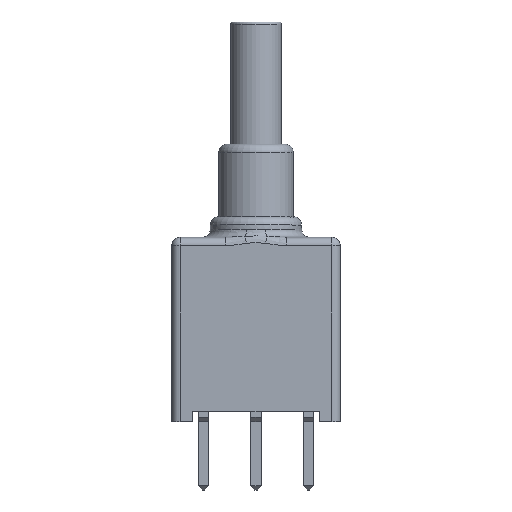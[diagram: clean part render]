
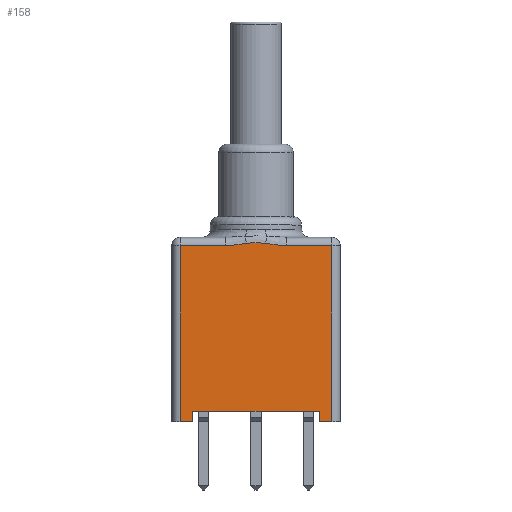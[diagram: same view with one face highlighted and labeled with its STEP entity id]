
A CAD part, top view. The second image highlights one B-rep face of the part: STEP entity #158.
In plain terms, the highlighted planar face has unit normal (0, 0, 1).
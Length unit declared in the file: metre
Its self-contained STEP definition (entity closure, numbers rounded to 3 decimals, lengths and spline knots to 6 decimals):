
#158 = ADVANCED_FACE( '', ( #390 ), #391, .F. );
#390 = FACE_OUTER_BOUND( '', #840, .T. );
#391 = PLANE( '', #841 );
#840 = EDGE_LOOP( '', ( #1489, #1490, #1491, #1492, #1493, #1494, #1495, #1496, #1497, #1498, #1499, #1500 ) );
#841 = AXIS2_PLACEMENT_3D( '', #1501, #1502, #1503 );
#1489 = ORIENTED_EDGE( '', *, *, #2176, .T. );
#1490 = ORIENTED_EDGE( '', *, *, #2260, .T. );
#1491 = ORIENTED_EDGE( '', *, *, #2261, .T. );
#1492 = ORIENTED_EDGE( '', *, *, #2262, .T. );
#1493 = ORIENTED_EDGE( '', *, *, #2263, .F. );
#1494 = ORIENTED_EDGE( '', *, *, #2264, .T. );
#1495 = ORIENTED_EDGE( '', *, *, #2265, .T. );
#1496 = ORIENTED_EDGE( '', *, *, #2266, .T. );
#1497 = ORIENTED_EDGE( '', *, *, #2267, .T. );
#1498 = ORIENTED_EDGE( '', *, *, #2268, .T. );
#1499 = ORIENTED_EDGE( '', *, *, #2207, .T. );
#1500 = ORIENTED_EDGE( '', *, *, #2269, .T. );
#1501 = CARTESIAN_POINT( '', ( 0., 0.0005, 0. ) );
#1502 = DIRECTION( '', ( 0., 0., -1. ) );
#1503 = DIRECTION( '', ( -1., 0., 0. ) );
#2176 = EDGE_CURVE( '', #2501, #2506, #2508, .T. );
#2207 = EDGE_CURVE( '', #2557, #2562, #2564, .T. );
#2260 = EDGE_CURVE( '', #2506, #2650, #2651, .F. );
#2261 = EDGE_CURVE( '', #2650, #2652, #2653, .T. );
#2262 = EDGE_CURVE( '', #2652, #2654, #2655, .T. );
#2263 = EDGE_CURVE( '', #2656, #2654, #2657, .T. );
#2264 = EDGE_CURVE( '', #2656, #2658, #2659, .T. );
#2265 = EDGE_CURVE( '', #2658, #2660, #2661, .T. );
#2266 = EDGE_CURVE( '', #2660, #2662, #2663, .T. );
#2267 = EDGE_CURVE( '', #2662, #2664, #2665, .F. );
#2268 = EDGE_CURVE( '', #2664, #2557, #2666, .F. );
#2269 = EDGE_CURVE( '', #2562, #2501, #2667, .T. );
#2501 = VERTEX_POINT( '', #2972 );
#2506 = VERTEX_POINT( '', #2990 );
#2508 = B_SPLINE_CURVE_WITH_KNOTS( '', 3, ( #2992, #2993, #2994, #2995, #2996, #2997, #2998, #2999, #3000, #3001 ), .UNSPECIFIED., .F., .F., ( 4, 2, 2, 2, 4 ), ( 0., 0.000254, 0.000508, 0.000761, 0.001015 ), .UNSPECIFIED. );
#2557 = VERTEX_POINT( '', #3095 );
#2562 = VERTEX_POINT( '', #3111 );
#2564 = B_SPLINE_CURVE_WITH_KNOTS( '', 3, ( #3113, #3114, #3115, #3116, #3117, #3118, #3119, #3120, #3121, #3122 ), .UNSPECIFIED., .F., .F., ( 4, 2, 2, 2, 4 ), ( 0., 0.000254, 0.000508, 0.000761, 0.001015 ), .UNSPECIFIED. );
#2650 = VERTEX_POINT( '', #3259 );
#2651 = LINE( '', #3260, #3261 );
#2652 = VERTEX_POINT( '', #3262 );
#2653 = LINE( '', #3263, #3264 );
#2654 = VERTEX_POINT( '', #3265 );
#2655 = LINE( '', #3266, #3267 );
#2656 = VERTEX_POINT( '', #3268 );
#2657 = LINE( '', #3269, #3270 );
#2658 = VERTEX_POINT( '', #3271 );
#2659 = LINE( '', #3272, #3273 );
#2660 = VERTEX_POINT( '', #3274 );
#2661 = LINE( '', #3275, #3276 );
#2662 = VERTEX_POINT( '', #3277 );
#2663 = LINE( '', #3278, #3279 );
#2664 = VERTEX_POINT( '', #3280 );
#2665 = LINE( '', #3281, #3282 );
#2666 = LINE( '', #3283, #3284 );
#2667 = B_SPLINE_CURVE_WITH_KNOTS( '', 3, ( #3285, #3286, #3287, #3288, #3289, #3290, #3291, #3292, #3293, #3294, #3295, #3296, #3297, #3298, #3299 ), .UNSPECIFIED., .F., .F., ( 4, 2, 2, 1, 1, 1, 2, 2, 4 ), ( 0., 0.000117, 0.000234, 0.000351, 0.000468, 0.000585, 0.000702, 0.000819, 0.000936 ), .UNSPECIFIED. );
#2972 = CARTESIAN_POINT( '', ( 0.003597, 0.008603, 0. ) );
#2990 = CARTESIAN_POINT( '', ( 0.002588, 0.00849, 0. ) );
#2992 = CARTESIAN_POINT( '', ( 0.003597, 0.008603, 0. ) );
#2993 = CARTESIAN_POINT( '', ( 0.003513, 0.008592, 0. ) );
#2994 = CARTESIAN_POINT( '', ( 0.003429, 0.00858, 0. ) );
#2995 = CARTESIAN_POINT( '', ( 0.003262, 0.008554, 0. ) );
#2996 = CARTESIAN_POINT( '', ( 0.003178, 0.008542, 0. ) );
#2997 = CARTESIAN_POINT( '', ( 0.003011, 0.008519, 0. ) );
#2998 = CARTESIAN_POINT( '', ( 0.002927, 0.008509, 0. ) );
#2999 = CARTESIAN_POINT( '', ( 0.002758, 0.008494, 0. ) );
#3000 = CARTESIAN_POINT( '', ( 0.002673, 0.00849, 0. ) );
#3001 = CARTESIAN_POINT( '', ( 0.002588, 0.00849, 0. ) );
#3095 = CARTESIAN_POINT( '', ( 0.005542, 0.00849, 0. ) );
#3111 = CARTESIAN_POINT( '', ( 0.004533, 0.008603, 0. ) );
#3113 = CARTESIAN_POINT( '', ( 0.005542, 0.00849, 0. ) );
#3114 = CARTESIAN_POINT( '', ( 0.005457, 0.00849, 0. ) );
#3115 = CARTESIAN_POINT( '', ( 0.005372, 0.008494, 0. ) );
#3116 = CARTESIAN_POINT( '', ( 0.005203, 0.008509, 0. ) );
#3117 = CARTESIAN_POINT( '', ( 0.005119, 0.008519, 0. ) );
#3118 = CARTESIAN_POINT( '', ( 0.004952, 0.008542, 0. ) );
#3119 = CARTESIAN_POINT( '', ( 0.004868, 0.008554, 0. ) );
#3120 = CARTESIAN_POINT( '', ( 0.004701, 0.00858, 0. ) );
#3121 = CARTESIAN_POINT( '', ( 0.004617, 0.008592, 0. ) );
#3122 = CARTESIAN_POINT( '', ( 0.004533, 0.008603, 0. ) );
#3259 = CARTESIAN_POINT( '', ( 0.0004, 0.00849, 0. ) );
#3260 = CARTESIAN_POINT( '', ( 0.0004, 0.00849, 0. ) );
#3261 = VECTOR( '', #3862, 1. );
#3262 = CARTESIAN_POINT( '', ( 0.0004, 0., 0. ) );
#3263 = CARTESIAN_POINT( '', ( 0.0004, 0.0005, 0. ) );
#3264 = VECTOR( '', #3863, 1. );
#3265 = CARTESIAN_POINT( '', ( 0.001, 0., 0. ) );
#3266 = CARTESIAN_POINT( '', ( 0., 0., 0. ) );
#3267 = VECTOR( '', #3864, 1. );
#3268 = CARTESIAN_POINT( '', ( 0.001, 0.0005, 0. ) );
#3269 = CARTESIAN_POINT( '', ( 0.001, 0.0005, 0. ) );
#3270 = VECTOR( '', #3865, 1. );
#3271 = CARTESIAN_POINT( '', ( 0.00713, 0.0005, 0. ) );
#3272 = CARTESIAN_POINT( '', ( 0., 0.0005, 0. ) );
#3273 = VECTOR( '', #3866, 1. );
#3274 = CARTESIAN_POINT( '', ( 0.00713, 0., 0. ) );
#3275 = CARTESIAN_POINT( '', ( 0.00713, 0.0005, 0. ) );
#3276 = VECTOR( '', #3867, 1. );
#3277 = CARTESIAN_POINT( '', ( 0.00773, 0., 0. ) );
#3278 = CARTESIAN_POINT( '', ( 0.00713, 0., 0. ) );
#3279 = VECTOR( '', #3868, 1. );
#3280 = CARTESIAN_POINT( '', ( 0.00773, 0.00849, 0. ) );
#3281 = CARTESIAN_POINT( '', ( 0.00773, 0.0005, 0. ) );
#3282 = VECTOR( '', #3869, 1. );
#3283 = CARTESIAN_POINT( '', ( 0.00462, 0.00849, 0. ) );
#3284 = VECTOR( '', #3870, 1. );
#3285 = CARTESIAN_POINT( '', ( 0.004533, 0.008603, 0. ) );
#3286 = CARTESIAN_POINT( '', ( 0.004494, 0.008608, 0. ) );
#3287 = CARTESIAN_POINT( '', ( 0.004455, 0.008612, 0. ) );
#3288 = CARTESIAN_POINT( '', ( 0.004377, 0.008619, 0. ) );
#3289 = CARTESIAN_POINT( '', ( 0.004338, 0.008622, 0. ) );
#3290 = CARTESIAN_POINT( '', ( 0.00426, 0.008626, 0. ) );
#3291 = CARTESIAN_POINT( '', ( 0.004182, 0.00863, 0. ) );
#3292 = CARTESIAN_POINT( '', ( 0.004065, 0.008632, 0. ) );
#3293 = CARTESIAN_POINT( '', ( 0.003948, 0.00863, 0. ) );
#3294 = CARTESIAN_POINT( '', ( 0.00387, 0.008626, 0. ) );
#3295 = CARTESIAN_POINT( '', ( 0.003792, 0.008622, 0. ) );
#3296 = CARTESIAN_POINT( '', ( 0.003753, 0.008619, 0. ) );
#3297 = CARTESIAN_POINT( '', ( 0.003675, 0.008612, 0. ) );
#3298 = CARTESIAN_POINT( '', ( 0.003636, 0.008608, 0. ) );
#3299 = CARTESIAN_POINT( '', ( 0.003597, 0.008603, 0. ) );
#3862 = DIRECTION( '', ( 1., 0., 0. ) );
#3863 = DIRECTION( '', ( 0., -1., 0. ) );
#3864 = DIRECTION( '', ( 1., 0., 0. ) );
#3865 = DIRECTION( '', ( 0., -1., 0. ) );
#3866 = DIRECTION( '', ( 1., 0., 0. ) );
#3867 = DIRECTION( '', ( 0., -1., 0. ) );
#3868 = DIRECTION( '', ( 1., 0., 0. ) );
#3869 = DIRECTION( '', ( 0., -1., 0. ) );
#3870 = DIRECTION( '', ( 1., 0., 0. ) );
